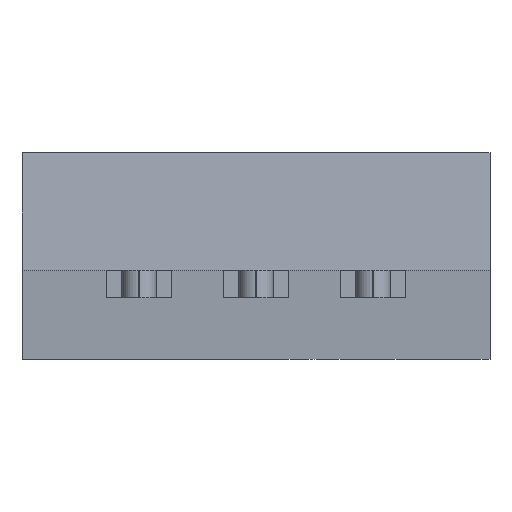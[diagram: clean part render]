
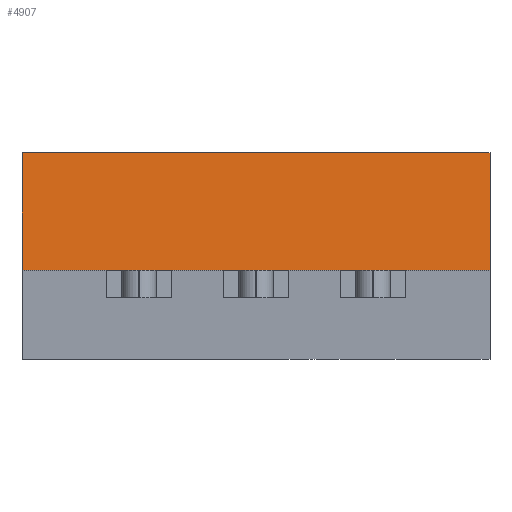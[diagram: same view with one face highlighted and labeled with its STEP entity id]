
A CAD part, front view. The second image highlights one B-rep face of the part: STEP entity #4907.
In plain terms, the highlighted planar face has unit normal (0, -0.998, 0.07).
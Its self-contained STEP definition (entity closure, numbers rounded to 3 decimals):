
#551=LINE('',#9037,#1013);
#557=LINE('',#9058,#1019);
#559=LINE('',#9062,#1021);
#560=LINE('',#9064,#1022);
#1013=VECTOR('',#5819,10.);
#1019=VECTOR('',#5845,10.);
#1021=VECTOR('',#5851,10.);
#1022=VECTOR('',#5854,10.);
#1581=FACE_OUTER_BOUND('',#1876,.T.);
#1876=EDGE_LOOP('',(#4364,#4365,#4366,#4367));
#2341=VERTEX_POINT('',#9034);
#2342=VERTEX_POINT('',#9036);
#2346=VERTEX_POINT('',#9055);
#2347=VERTEX_POINT('',#9057);
#3017=EDGE_CURVE('',#2341,#2342,#551,.T.);
#3026=EDGE_CURVE('',#2346,#2347,#557,.T.);
#3028=EDGE_CURVE('',#2347,#2341,#559,.T.);
#3029=EDGE_CURVE('',#2342,#2346,#560,.T.);
#4364=ORIENTED_EDGE('',*,*,#3017,.F.);
#4365=ORIENTED_EDGE('',*,*,#3028,.F.);
#4366=ORIENTED_EDGE('',*,*,#3026,.F.);
#4367=ORIENTED_EDGE('',*,*,#3029,.F.);
#4619=PLANE('',#5133);
#4907=ADVANCED_FACE('',(#1581),#4619,.F.);
#5133=AXIS2_PLACEMENT_3D('',#9063,#5852,#5853);
#5819=DIRECTION('',(0.,0.07,0.998));
#5845=DIRECTION('',(0.,-0.07,-0.998));
#5851=DIRECTION('',(-1.,0.,0.));
#5852=DIRECTION('center_axis',(0.,0.998,-0.07));
#5853=DIRECTION('ref_axis',(0.,-0.07,-0.998));
#5854=DIRECTION('',(1.,0.,0.));
#9034=CARTESIAN_POINT('',(-5.1,-4.575,1.94));
#9036=CARTESIAN_POINT('',(-5.1,-4.396,4.5));
#9037=CARTESIAN_POINT('',(-5.1,-4.531,2.573));
#9055=CARTESIAN_POINT('',(5.1,-4.396,4.5));
#9057=CARTESIAN_POINT('',(5.1,-4.575,1.94));
#9058=CARTESIAN_POINT('',(5.1,-4.553,2.255));
#9062=CARTESIAN_POINT('',(0.,-4.575,1.94));
#9063=CARTESIAN_POINT('Origin',(5.1,-4.396,4.5));
#9064=CARTESIAN_POINT('',(2.55,-4.396,4.5));
